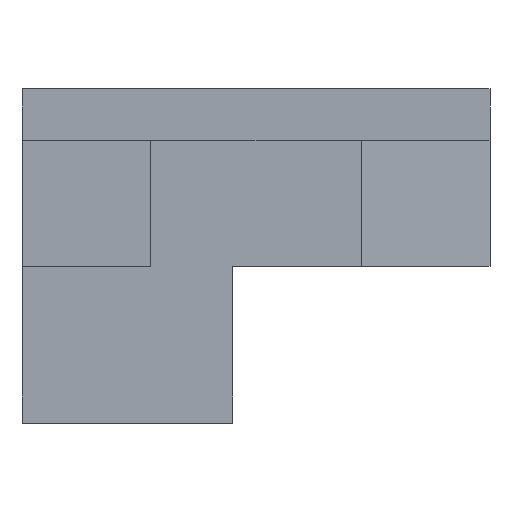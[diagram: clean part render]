
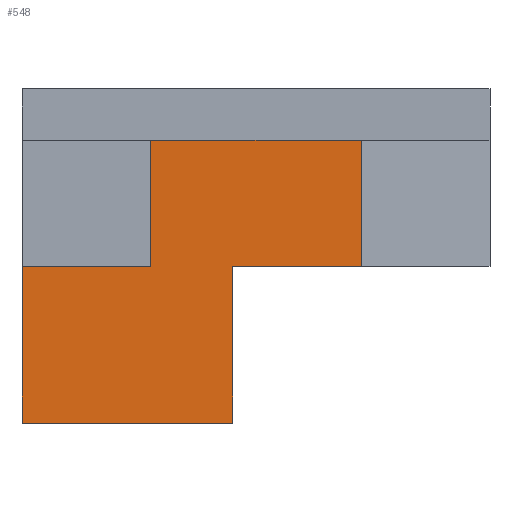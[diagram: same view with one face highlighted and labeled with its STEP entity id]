
A CAD part, left-side view. The second image highlights one B-rep face of the part: STEP entity #548.
In plain terms, the highlighted planar face has unit normal (-1, 0, 0).
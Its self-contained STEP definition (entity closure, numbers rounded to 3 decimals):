
#36=ORIENTED_EDGE('',*,*,#190,.F.);
#37=ORIENTED_EDGE('',*,*,#191,.T.);
#38=ORIENTED_EDGE('',*,*,#173,.T.);
#39=ORIENTED_EDGE('',*,*,#188,.T.);
#40=ORIENTED_EDGE('',*,*,#192,.F.);
#41=ORIENTED_EDGE('',*,*,#193,.F.);
#42=ORIENTED_EDGE('',*,*,#194,.F.);
#43=ORIENTED_EDGE('',*,*,#195,.F.);
#173=EDGE_CURVE('',#251,#252,#304,.T.);
#188=EDGE_CURVE('',#252,#265,#319,.T.);
#190=EDGE_CURVE('',#266,#267,#321,.T.);
#191=EDGE_CURVE('',#266,#251,#322,.T.);
#192=EDGE_CURVE('',#268,#265,#323,.T.);
#193=EDGE_CURVE('',#269,#268,#324,.T.);
#194=EDGE_CURVE('',#270,#269,#325,.T.);
#195=EDGE_CURVE('',#267,#270,#326,.T.);
#251=VERTEX_POINT('',#760);
#252=VERTEX_POINT('',#761);
#265=VERTEX_POINT('',#789);
#266=VERTEX_POINT('',#794);
#267=VERTEX_POINT('',#795);
#268=VERTEX_POINT('',#798);
#269=VERTEX_POINT('',#800);
#270=VERTEX_POINT('',#802);
#304=LINE('',#759,#379);
#319=LINE('',#790,#394);
#321=LINE('',#793,#396);
#322=LINE('',#796,#397);
#323=LINE('',#797,#398);
#324=LINE('',#799,#399);
#325=LINE('',#801,#400);
#326=LINE('',#803,#401);
#379=VECTOR('',#622,1000.);
#394=VECTOR('',#639,1000.);
#396=VECTOR('',#643,1000.);
#397=VECTOR('',#644,1000.);
#398=VECTOR('',#645,1000.);
#399=VECTOR('',#646,1000.);
#400=VECTOR('',#647,1000.);
#401=VECTOR('',#648,1000.);
#456=EDGE_LOOP('',(#36,#37,#38,#39,#40,#41,#42,#43));
#489=FACE_BOUND('',#456,.T.);
#522=PLANE('',#589);
#548=ADVANCED_FACE('',(#489),#522,.T.);
#589=AXIS2_PLACEMENT_3D('',#792,#641,#642);
#622=DIRECTION('',(0.,1.,0.));
#639=DIRECTION('',(0.,0.,-1.));
#641=DIRECTION('',(-1.,0.,0.));
#642=DIRECTION('',(0.,0.,1.));
#643=DIRECTION('',(0.,1.,0.));
#644=DIRECTION('',(0.,0.,1.));
#645=DIRECTION('',(0.,-1.,0.));
#646=DIRECTION('',(0.,0.,1.));
#647=DIRECTION('',(0.,1.,0.));
#648=DIRECTION('',(0.,0.,-1.));
#759=CARTESIAN_POINT('',(11.3,-215.38,-235.));
#760=CARTESIAN_POINT('',(11.3,-167.2,-235.));
#761=CARTESIAN_POINT('',(11.3,-159.,-235.));
#789=CARTESIAN_POINT('',(11.3,-159.,-239.9));
#790=CARTESIAN_POINT('',(11.3,-159.,-191.39));
#792=CARTESIAN_POINT('',(11.3,-215.38,-246.));
#793=CARTESIAN_POINT('',(11.3,-172.2,-239.9));
#794=CARTESIAN_POINT('',(11.3,-167.2,-239.9));
#795=CARTESIAN_POINT('',(11.3,-162.2,-239.9));
#796=CARTESIAN_POINT('',(11.3,-167.2,-246.));
#797=CARTESIAN_POINT('',(11.3,-154.,-239.9));
#798=CARTESIAN_POINT('',(11.3,-154.,-239.9));
#799=CARTESIAN_POINT('',(11.3,-154.,-246.));
#800=CARTESIAN_POINT('',(11.3,-154.,-246.));
#801=CARTESIAN_POINT('',(11.3,-215.38,-246.));
#802=CARTESIAN_POINT('',(11.3,-162.2,-246.));
#803=CARTESIAN_POINT('',(11.3,-162.2,-235.));
